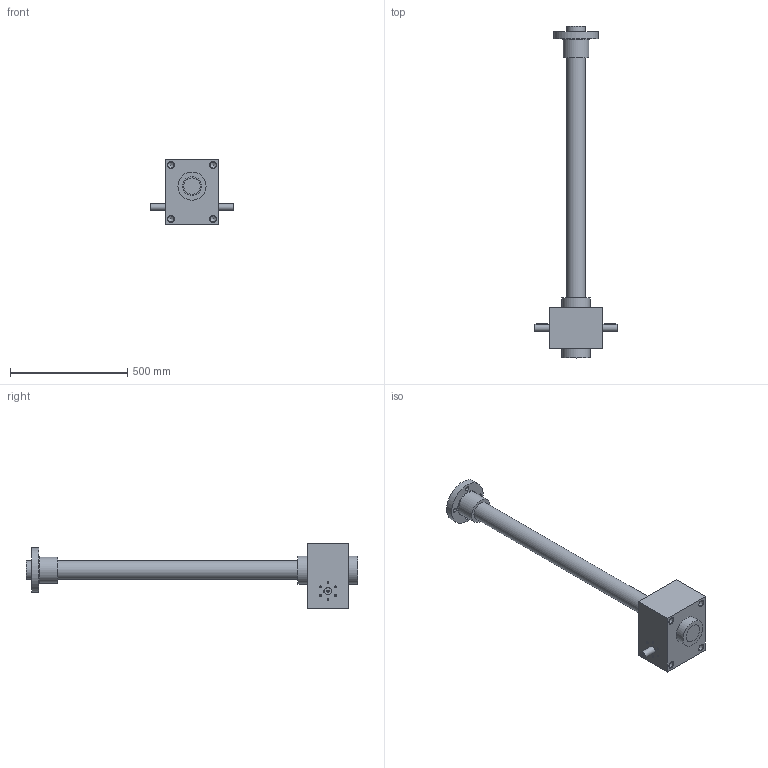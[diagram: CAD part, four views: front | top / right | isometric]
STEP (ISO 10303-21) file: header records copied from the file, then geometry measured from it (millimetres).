
FILE_DESCRIPTION( ( 'STEP AP214' ), ' ' );
FILE_NAME( 'TPR8010_B_-_R.1_5_C.1000_-_-_-_-_-_-.stp', '2017-08-20T11:20:32', ( '' ), ( '' ), ' ', 'PARTsolutions', ' ' );
FILE_SCHEMA( ( 'AUTOMOTIVE_DESIGN { 1 0 10303 214 1 1 1 1 }' ) );
Length unit declared in the file: millimetre
Products named in the file (5): TPR8010_B_-_R.1/5_C.1000_-_-_-_-_-_-; _TPR8010_1_1_1_1_tpr_1; _TPR8010-2; _TPR8010_1000_11-_tpr_3; _TPR8010_1000_1_tpr_4
Assembly tree (5 placements, depth 2):
  TPR8010_B_-_R.1/5_C.1000_-_-_-_-_-_-
    _TPR8010_1_1_1_1_tpr_1
    _TPR8010-2  x2
    _TPR8010_1000_11-_tpr_3
    _TPR8010_1000_1_tpr_4
Bounding box: 350 x 1416 x 280 mm (x, y, z)
Volume: 19360065.6 mm3; surface area: 970740 mm2
Topology: 5 solids, 5 shells, 218 faces, 551 edges, 356 vertices
Faces by surface type: plane 97, cylinder 72, cone 48, torus 1
Full cylindrical faces by diameter (mm): 6.647 x12, 8.376 x2, 18 x4, 26.211 x8, 30 x3, 70 x2, 80 x1, 110 x1, 120 x2, 190 x1
Entity records: 7438 total; most frequent: CARTESIAN_POINT 1014, DIRECTION 996, ORIENTED_EDGE 824, EDGE_CURVE 412, AXIS2_PLACEMENT_3D 373, VERTEX_POINT 327, EDGE_LOOP 314, LINE 250
